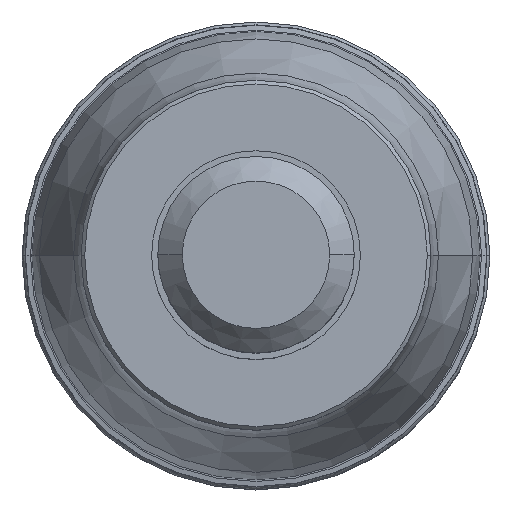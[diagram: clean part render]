
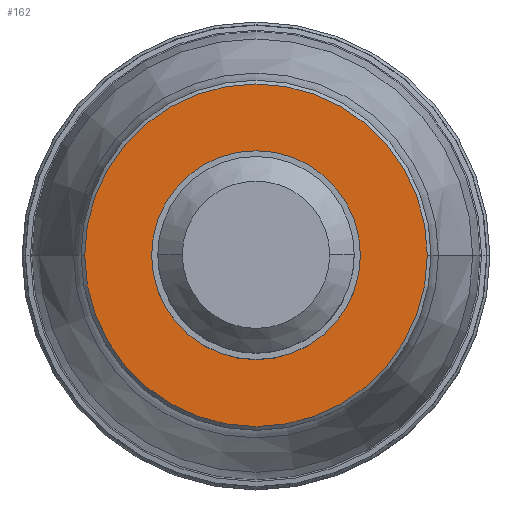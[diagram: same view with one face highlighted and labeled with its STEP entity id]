
A CAD part, top view. The second image highlights one B-rep face of the part: STEP entity #162.
In plain terms, the highlighted planar face has unit normal (0, 0, 1).
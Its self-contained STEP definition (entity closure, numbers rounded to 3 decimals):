
#28=PLANE('',#1417);
#33=FACE_BOUND('',#329,.T.);
#34=FACE_BOUND('',#330,.T.);
#162=ADVANCED_FACE('',(#33,#34),#28,.F.);
#329=EDGE_LOOP('',(#535,#536,#537,#538));
#330=EDGE_LOOP('',(#539,#540));
#535=ORIENTED_EDGE('',*,*,#905,.F.);
#536=ORIENTED_EDGE('',*,*,#906,.F.);
#537=ORIENTED_EDGE('',*,*,#904,.F.);
#538=ORIENTED_EDGE('',*,*,#903,.F.);
#539=ORIENTED_EDGE('',*,*,#907,.F.);
#540=ORIENTED_EDGE('',*,*,#908,.F.);
#763=VERTEX_POINT('',#3179);
#764=VERTEX_POINT('',#3181);
#765=VERTEX_POINT('',#3183);
#766=VERTEX_POINT('',#3187);
#767=VERTEX_POINT('',#3190);
#768=VERTEX_POINT('',#3191);
#903=EDGE_CURVE('',#764,#765,#1087,.T.);
#904=EDGE_CURVE('',#765,#763,#1088,.T.);
#905=EDGE_CURVE('',#766,#764,#1089,.T.);
#906=EDGE_CURVE('',#763,#766,#1090,.T.);
#907=EDGE_CURVE('',#767,#768,#1091,.T.);
#908=EDGE_CURVE('',#768,#767,#1092,.T.);
#1087=CIRCLE('',#1410,13.95);
#1088=CIRCLE('',#1411,13.95);
#1089=CIRCLE('',#1413,13.95);
#1090=CIRCLE('',#1414,13.95);
#1091=CIRCLE('',#1415,8.5);
#1092=CIRCLE('',#1416,8.5);
#1410=AXIS2_PLACEMENT_3D('',#3182,#1720,#1721);
#1411=AXIS2_PLACEMENT_3D('',#3184,#1722,#1723);
#1413=AXIS2_PLACEMENT_3D('',#3186,#1726,#1727);
#1414=AXIS2_PLACEMENT_3D('',#3188,#1728,#1729);
#1415=AXIS2_PLACEMENT_3D('',#3189,#1730,#1731);
#1416=AXIS2_PLACEMENT_3D('',#3192,#1732,#1733);
#1417=AXIS2_PLACEMENT_3D('',#3193,#1734,#1735);
#1720=DIRECTION('',(0.,0.,-1.));
#1721=DIRECTION('',(1.,0.,0.));
#1722=DIRECTION('',(0.,0.,-1.));
#1723=DIRECTION('',(0.,-1.,0.));
#1726=DIRECTION('',(0.,0.,-1.));
#1727=DIRECTION('',(0.,1.,0.));
#1728=DIRECTION('',(0.,0.,-1.));
#1729=DIRECTION('',(-1.,0.,0.));
#1730=DIRECTION('',(0.,0.,1.));
#1731=DIRECTION('',(1.,0.,0.));
#1732=DIRECTION('',(0.,0.,1.));
#1733=DIRECTION('',(-1.,0.,0.));
#1734=DIRECTION('',(0.,0.,-1.));
#1735=DIRECTION('',(-1.,0.,0.));
#3179=CARTESIAN_POINT('',(-13.95,0.,0.));
#3181=CARTESIAN_POINT('',(13.95,0.,0.));
#3182=CARTESIAN_POINT('',(0.,0.,0.));
#3183=CARTESIAN_POINT('',(0.,-13.95,0.));
#3184=CARTESIAN_POINT('',(0.,0.,0.));
#3186=CARTESIAN_POINT('',(0.,0.,0.));
#3187=CARTESIAN_POINT('',(0.,13.95,0.));
#3188=CARTESIAN_POINT('',(0.,0.,0.));
#3189=CARTESIAN_POINT('',(0.,0.,0.));
#3190=CARTESIAN_POINT('',(8.5,0.,0.));
#3191=CARTESIAN_POINT('',(-8.5,0.,0.));
#3192=CARTESIAN_POINT('',(0.,0.,0.));
#3193=CARTESIAN_POINT('',(0.,0.,0.));
